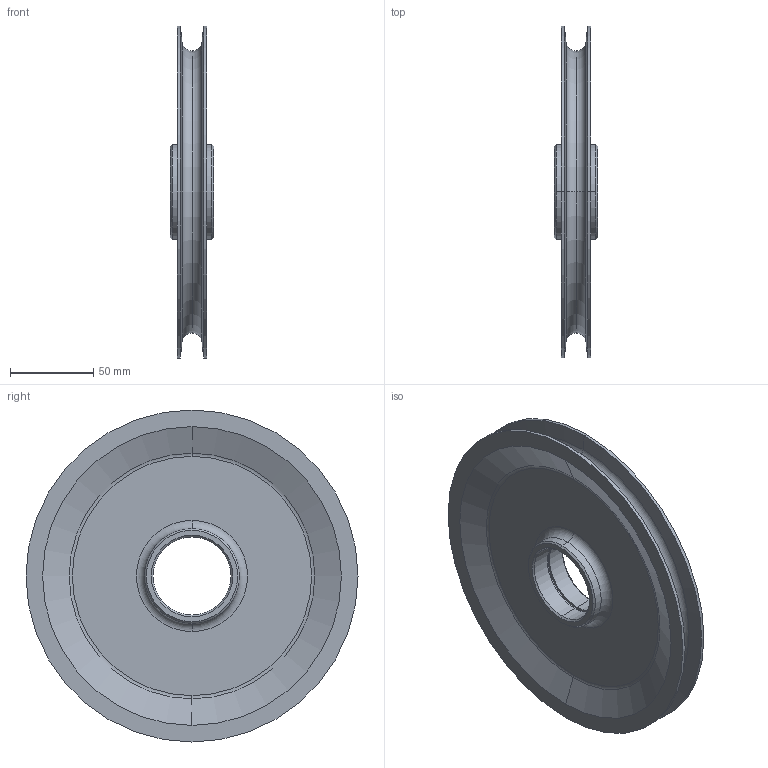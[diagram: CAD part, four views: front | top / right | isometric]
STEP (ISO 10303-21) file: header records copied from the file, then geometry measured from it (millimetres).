
FILE_DESCRIPTION (( 'STEP AP214' ), '1' );
FILE_NAME ('250414 STEP 16747.STEP', '2025-04-14T05:55:40', ( '' ), ( '' ), 'SwSTEP 2.0', 'SolidWorks 2024', '' );
FILE_SCHEMA (( 'AUTOMOTIVE_DESIGN' ));
Length unit declared in the file: millimetre
Products named in the file (1): 250414 STEP 16747
Bounding box: 26 x 200 x 200 mm (x, y, z)
Volume: 182437.1 mm3; surface area: 91512.2 mm2
Topology: 1 solids, 1 shells, 50 faces, 100 edges, 58 vertices
Faces by surface type: cone 16, cylinder 14, torus 12, plane 8
Entity records: 1333 total; most frequent: DIRECTION 272, CARTESIAN_POINT 209, ORIENTED_EDGE 200, AXIS2_PLACEMENT_3D 121, EDGE_CURVE 100, CIRCLE 70, VERTEX_POINT 58, EDGE_LOOP 58
